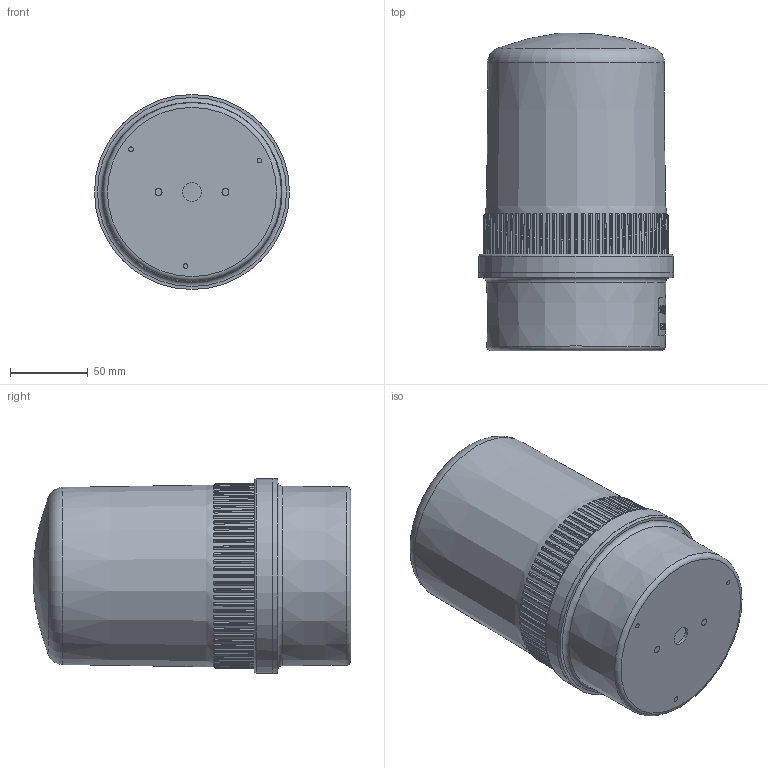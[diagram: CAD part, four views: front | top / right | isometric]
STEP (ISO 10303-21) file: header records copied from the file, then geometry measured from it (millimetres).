
FILE_DESCRIPTION (( 'STEP AP214' ), '1' );
FILE_NAME ('Moflash 200-201 Series.STEP', '2016-03-14T09:31:41', ( '' ), ( '' ), 'SwSTEP 2.0', 'SolidWorks 2015', '' );
FILE_SCHEMA (( 'AUTOMOTIVE_DESIGN' ));
Length unit declared in the file: millimetre
Products named in the file (1): Moflash 200-201 Series
Bounding box: 125.75 x 204.78 x 125.75 mm (x, y, z)
Volume: 306069 mm3; surface area: 192724.6 mm2
Topology: 2 solids, 2 shells, 1053 faces, 2687 edges, 1604 vertices
Faces by surface type: bspline 464, plane 449, cone 116, cylinder 15, torus 7, sphere 2
Full cylindrical faces by diameter (mm): 3 x3, 4.5 x2, 7 x3, 12 x3, 116 x1, 116.5 x1, 122.5 x1, 125.75 x1
Entity records: 82714 total; most frequent: CARTESIAN_POINT 50682, ORIENTED_EDGE 5140, DIRECTION 2690, EDGE_CURVE 2570, VERTEX_POINT 1596, B_SPLINE_CURVE_WITH_KNOTS 1442, EDGE_LOOP 1130, FACE_OUTER_BOUND 1075
